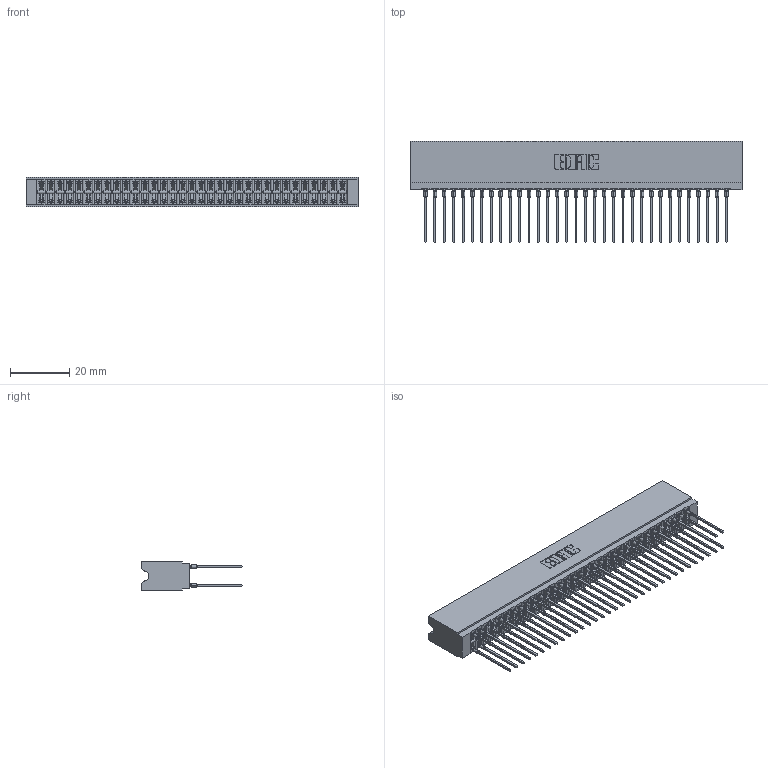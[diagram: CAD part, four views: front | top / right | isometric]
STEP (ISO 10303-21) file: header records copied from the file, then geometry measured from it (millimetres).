
FILE_DESCRIPTION (( 'STEP AP203' ), '1' );
FILE_NAME ('746-066-553-206.STEP', '2020-09-18T04:42:55', ( '' ), ( '' ), 'SwSTEP 2.0', 'SolidWorks 2020', '' );
FILE_SCHEMA (( 'CONFIG_CONTROL_DESIGN' ));
Length unit declared in the file: inch
Products named in the file (3): 746 Part_.515 Slot Depth - 06; 746-066-553-206; 746-292-001_553
Assembly tree (67 placements, depth 2):
  746-066-553-206
    746 Part_.515 Slot Depth - 06
    746-292-001_553  x66
Bounding box: 112.01 x 34.2 x 9.91 mm (x, y, z)
Volume: 12336.7 mm3; surface area: 20988.2 mm2
Topology: 67 solids, 67 shells, 6005 faces, 16501 edges, 10504 vertices
Faces by surface type: plane 3092, bspline 1320, cylinder 1197, torus 396
Entity records: 52217 total; most frequent: CARTESIAN_POINT 10458, ORIENTED_EDGE 8952, DIRECTION 7490, EDGE_CURVE 4476, LINE 3962, VECTOR 3962, VERTEX_POINT 2964, AXIS2_PLACEMENT_3D 1764
